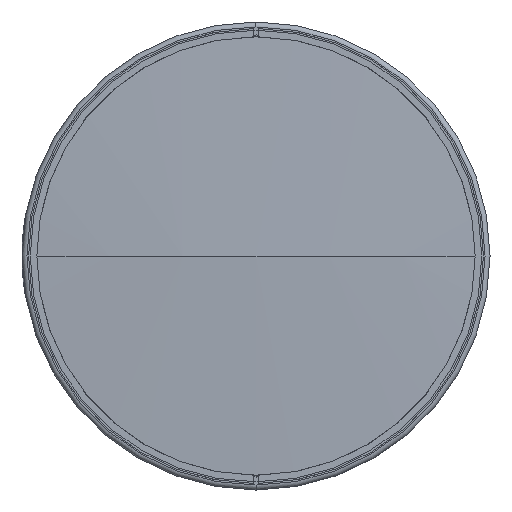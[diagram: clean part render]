
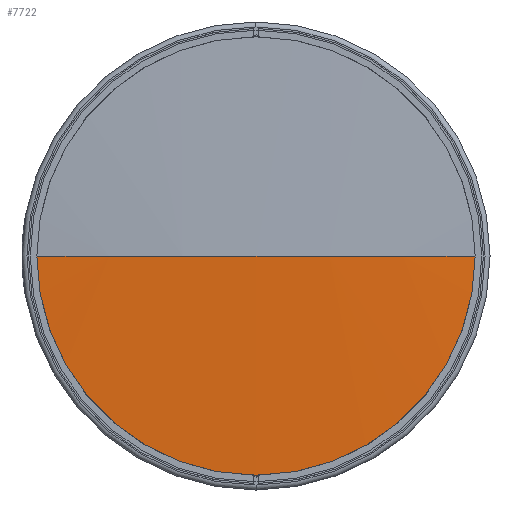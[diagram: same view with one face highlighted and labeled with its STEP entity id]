
A CAD part, left-side view. The second image highlights one B-rep face of the part: STEP entity #7722.
In plain terms, the highlighted spherical face has radius 1106.78 mm.
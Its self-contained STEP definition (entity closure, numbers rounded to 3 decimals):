
#3655 = FACE_OUTER_BOUND ( 'NONE', #49851, .T. ) ;
#6597 = VERTEX_POINT ( 'NONE', #6604 ) ;
#6604 = CARTESIAN_POINT ( 'NONE',  ( 2.017, 0., -66.793 ) ) ;
#6918 = ORIENTED_EDGE ( 'NONE', *, *, #54939, .F. ) ;
#6940 = EDGE_CURVE ( 'NONE', #11903, #22674, #37698, .T. ) ;
#7722 = ADVANCED_FACE ( 'NONE', ( #3655 ), #12331, .T. ) ;
#9936 = CARTESIAN_POINT ( 'NONE',  ( 0., 0., 0. ) ) ;
#11903 = VERTEX_POINT ( 'NONE', #37383 ) ;
#12331 = SPHERICAL_SURFACE ( 'NONE', #16328, 1106.782 ) ;
#12386 = VERTEX_POINT ( 'NONE', #18481 ) ;
#14344 = ORIENTED_EDGE ( 'NONE', *, *, #44638, .T. ) ;
#15105 = AXIS2_PLACEMENT_3D ( 'NONE', #42852, #21910, #38664 ) ;
#16328 = AXIS2_PLACEMENT_3D ( 'NONE', #25173, #25718, #42199 ) ;
#16909 = CARTESIAN_POINT ( 'NONE',  ( 1106.782, 0., 0. ) ) ;
#18169 = AXIS2_PLACEMENT_3D ( 'NONE', #42313, #21079, #47299 ) ;
#18481 = CARTESIAN_POINT ( 'NONE',  ( 2.017, 66.793, 0. ) ) ;
#20793 = DIRECTION ( 'NONE',  ( 0., 0., 1. ) ) ;
#21079 = DIRECTION ( 'NONE',  ( 0., 0., 1. ) ) ;
#21910 = DIRECTION ( 'NONE',  ( -1., 0., 0. ) ) ;
#22674 = VERTEX_POINT ( 'NONE', #9936 ) ;
#25173 = CARTESIAN_POINT ( 'NONE',  ( 1106.782, 0., 0. ) ) ;
#25331 = CIRCLE ( 'NONE', #18169, 1106.782 ) ;
#25631 = AXIS2_PLACEMENT_3D ( 'NONE', #55135, #28926, #20793 ) ;
#25718 = DIRECTION ( 'NONE',  ( 0., 0., -1. ) ) ;
#28926 = DIRECTION ( 'NONE',  ( -1., 0., 0. ) ) ;
#32393 = EDGE_CURVE ( 'NONE', #6597, #11903, #43631, .T. ) ;
#33943 = DIRECTION ( 'NONE',  ( 0., 0., -1. ) ) ;
#34961 = AXIS2_PLACEMENT_3D ( 'NONE', #16909, #33943, #50965 ) ;
#37383 = CARTESIAN_POINT ( 'NONE',  ( 2.017, -66.793, 0. ) ) ;
#37698 = CIRCLE ( 'NONE', #34961, 1106.782 ) ;
#38664 = DIRECTION ( 'NONE',  ( 0., 0., 1. ) ) ;
#39409 = ORIENTED_EDGE ( 'NONE', *, *, #32393, .T. ) ;
#42199 = DIRECTION ( 'NONE',  ( 0., 1., 0. ) ) ;
#42313 = CARTESIAN_POINT ( 'NONE',  ( 1106.782, 0., 0. ) ) ;
#42452 = ORIENTED_EDGE ( 'NONE', *, *, #6940, .T. ) ;
#42852 = CARTESIAN_POINT ( 'NONE',  ( 2.017, 0., 0. ) ) ;
#43631 = CIRCLE ( 'NONE', #15105, 66.793 ) ;
#44638 = EDGE_CURVE ( 'NONE', #12386, #6597, #49685, .T. ) ;
#47299 = DIRECTION ( 'NONE',  ( 1., 0., 0. ) ) ;
#49685 = CIRCLE ( 'NONE', #25631, 66.793 ) ;
#49851 = EDGE_LOOP ( 'NONE', ( #39409, #42452, #6918, #14344 ) ) ;
#50965 = DIRECTION ( 'NONE',  ( 0., 1., 0. ) ) ;
#54939 = EDGE_CURVE ( 'NONE', #12386, #22674, #25331, .T. ) ;
#55135 = CARTESIAN_POINT ( 'NONE',  ( 2.017, 0., 0. ) ) ;
